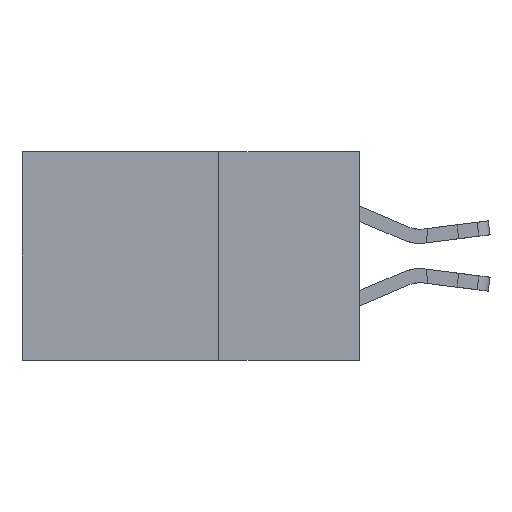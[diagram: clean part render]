
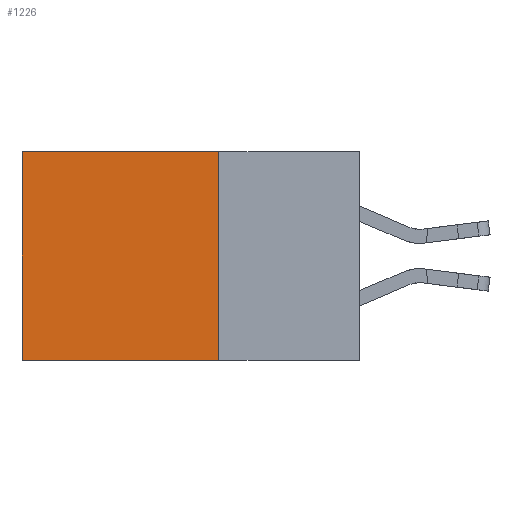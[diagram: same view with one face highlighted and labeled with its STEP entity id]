
A CAD part, left-side view. The second image highlights one B-rep face of the part: STEP entity #1226.
In plain terms, the highlighted planar face has unit normal (-1, 0, 0).
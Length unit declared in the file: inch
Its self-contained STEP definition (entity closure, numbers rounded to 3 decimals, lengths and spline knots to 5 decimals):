
#432 = LINE ( 'NONE', #19042, #9667 ) ;
#1226 = ADVANCED_FACE ( 'NONE', ( #19662 ), #3066, .F. ) ;
#2722 = LINE ( 'NONE', #4273, #15836 ) ;
#2890 = VERTEX_POINT ( 'NONE', #14326 ) ;
#3066 = PLANE ( 'NONE',  #3532 ) ;
#3532 = AXIS2_PLACEMENT_3D ( 'NONE', #13338, #15025, #4829 ) ;
#3835 = EDGE_LOOP ( 'NONE', ( #9457, #6745, #14332, #19189 ) ) ;
#4146 = VECTOR ( 'NONE', #17538, 39.37008 ) ;
#4273 = CARTESIAN_POINT ( 'NONE',  ( 0.2875, 0.25, 0. ) ) ;
#4829 = DIRECTION ( 'NONE',  ( 0., 0., -1. ) ) ;
#5808 = CARTESIAN_POINT ( 'NONE',  ( 0.2875, 0.6, 0. ) ) ;
#5811 = EDGE_CURVE ( 'NONE', #6556, #2890, #2722, .T. ) ;
#6486 = VERTEX_POINT ( 'NONE', #16236 ) ;
#6556 = VERTEX_POINT ( 'NONE', #7962 ) ;
#6745 = ORIENTED_EDGE ( 'NONE', *, *, #17459, .F. ) ;
#7962 = CARTESIAN_POINT ( 'NONE',  ( 0.2875, 0.25, 0. ) ) ;
#8761 = LINE ( 'NONE', #20883, #4146 ) ;
#8927 = DIRECTION ( 'NONE',  ( 0., 0., -1. ) ) ;
#9457 = ORIENTED_EDGE ( 'NONE', *, *, #13098, .T. ) ;
#9667 = VECTOR ( 'NONE', #15641, 39.37008 ) ;
#13098 = EDGE_CURVE ( 'NONE', #18678, #6486, #14525, .T. ) ;
#13338 = CARTESIAN_POINT ( 'NONE',  ( 0.2875, 0.25, 0. ) ) ;
#14018 = VECTOR ( 'NONE', #8927, 39.37008 ) ;
#14326 = CARTESIAN_POINT ( 'NONE',  ( 0.2875, 0.25, -0.37 ) ) ;
#14332 = ORIENTED_EDGE ( 'NONE', *, *, #5811, .F. ) ;
#14525 = LINE ( 'NONE', #20734, #14018 ) ;
#15025 = DIRECTION ( 'NONE',  ( 1., 0., 0. ) ) ;
#15641 = DIRECTION ( 'NONE',  ( 0., 1., 0. ) ) ;
#15836 = VECTOR ( 'NONE', #17892, 39.37008 ) ;
#16236 = CARTESIAN_POINT ( 'NONE',  ( 0.2875, 0.6, -0.37 ) ) ;
#17459 = EDGE_CURVE ( 'NONE', #2890, #6486, #8761, .T. ) ;
#17538 = DIRECTION ( 'NONE',  ( 0., 1., 0. ) ) ;
#17892 = DIRECTION ( 'NONE',  ( 0., 0., -1. ) ) ;
#18678 = VERTEX_POINT ( 'NONE', #5808 ) ;
#19042 = CARTESIAN_POINT ( 'NONE',  ( 0.2875, 0.25, 0. ) ) ;
#19189 = ORIENTED_EDGE ( 'NONE', *, *, #20852, .T. ) ;
#19662 = FACE_OUTER_BOUND ( 'NONE', #3835, .T. ) ;
#20734 = CARTESIAN_POINT ( 'NONE',  ( 0.2875, 0.6, 0. ) ) ;
#20852 = EDGE_CURVE ( 'NONE', #6556, #18678, #432, .T. ) ;
#20883 = CARTESIAN_POINT ( 'NONE',  ( 0.2875, 0.25, -0.37 ) ) ;
